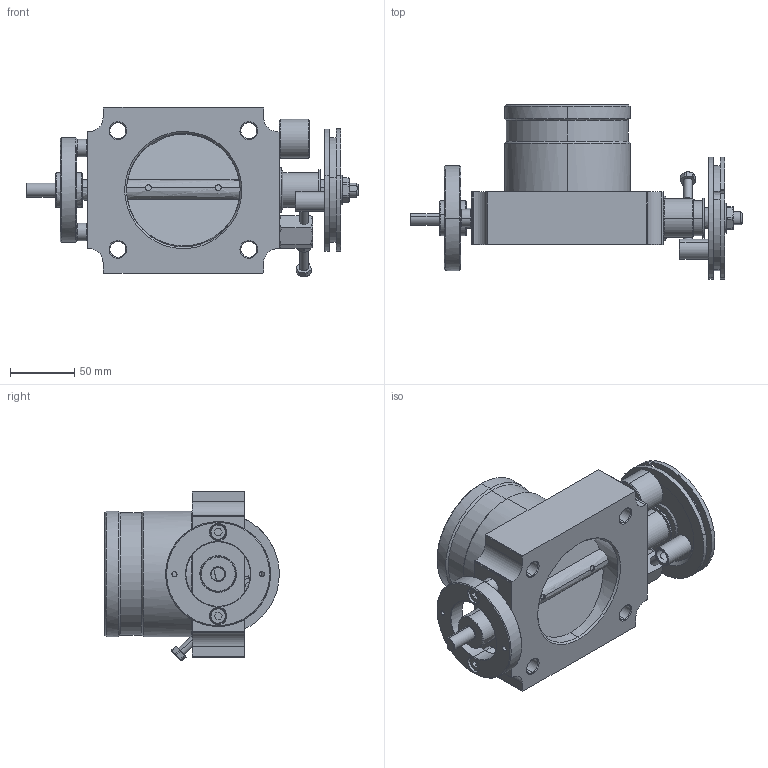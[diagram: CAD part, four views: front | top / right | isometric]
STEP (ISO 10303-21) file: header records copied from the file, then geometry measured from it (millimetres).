
FILE_DESCRIPTION(('FreeCAD Model'),'2;1');
FILE_NAME('Open CASCADE Shape Model','2025-04-17T09:46:52',('FreeCAD'),( 'FreeCAD'),'Open CASCADE STEP processor 7.6','FreeCAD','Unknown');
FILE_SCHEMA(('AUTOMOTIVE_DESIGN { 1 0 10303 214 1 1 1 1 }'));
Length unit declared in the file: millimetre
Products named in the file (1): Open CASCADE STEP translator 7.6 1
Bounding box: 257.96 x 135.69 x 131.9 mm (x, y, z)
Volume: 756180.6 mm3; surface area: 200574.7 mm2
Topology: 24 solids, 24 shells, 607 faces, 1377 edges, 835 vertices
Faces by surface type: bspline 607
Entity records: 22551 total; most frequent: CARTESIAN_POINT 14598, ORIENTED_EDGE 2734, EDGE_CURVE 1367, VERTEX_POINT 835, B_SPLINE_CURVE_WITH_KNOTS 759, FACE_BOUND 702, EDGE_LOOP 702, ADVANCED_FACE 607
